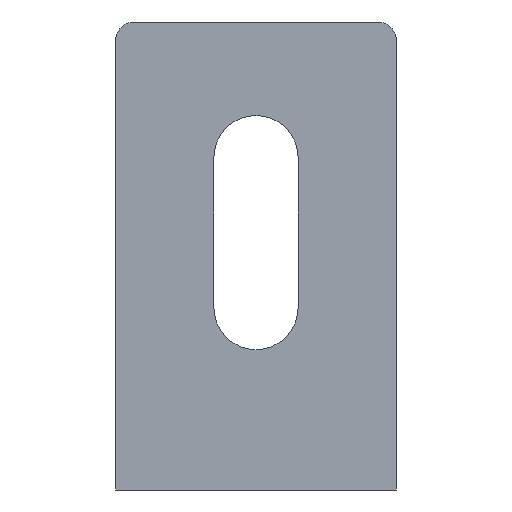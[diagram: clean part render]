
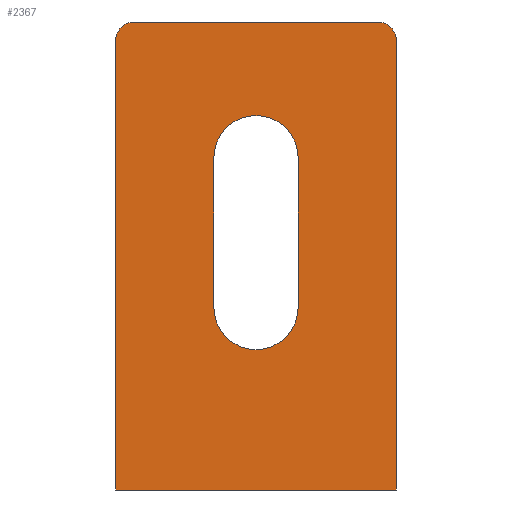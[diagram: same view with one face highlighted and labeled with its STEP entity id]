
A CAD part, left-side view. The second image highlights one B-rep face of the part: STEP entity #2367.
In plain terms, the highlighted planar face has unit normal (-1, 0, 0).
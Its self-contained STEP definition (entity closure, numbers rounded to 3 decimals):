
#9 = CARTESIAN_POINT ( 'NONE',  ( -6., 0., 0. ) ) ;
#143 = DIRECTION ( 'NONE',  ( 0., 0., 1. ) ) ;
#282 = CARTESIAN_POINT ( 'NONE',  ( -6., 15., 48. ) ) ;
#465 = VERTEX_POINT ( 'NONE', #11734 ) ;
#582 = EDGE_CURVE ( 'NONE', #7709, #465, #11979, .T. ) ;
#591 = ORIENTED_EDGE ( 'NONE', *, *, #582, .F. ) ;
#603 = CARTESIAN_POINT ( 'NONE',  ( -6., 13., 48. ) ) ;
#756 = VERTEX_POINT ( 'NONE', #3452 ) ;
#772 = PLANE ( 'NONE',  #1378 ) ;
#841 = CARTESIAN_POINT ( 'NONE',  ( -6., 15., 0. ) ) ;
#1079 = LINE ( 'NONE', #6654, #7686 ) ;
#1096 = CARTESIAN_POINT ( 'NONE',  ( -6., 0., 35.5 ) ) ;
#1151 = CARTESIAN_POINT ( 'NONE',  ( -6., -13., 48. ) ) ;
#1378 = AXIS2_PLACEMENT_3D ( 'NONE', #9, #6561, #8447 ) ;
#1686 = EDGE_LOOP ( 'NONE', ( #591, #6933, #9456, #2522, #2798, #3037 ) ) ;
#1688 = VERTEX_POINT ( 'NONE', #6854 ) ;
#1946 = VERTEX_POINT ( 'NONE', #7296 ) ;
#1953 = EDGE_CURVE ( 'NONE', #4235, #756, #7887, .T. ) ;
#2066 = DIRECTION ( 'NONE',  ( 0., 0., -1. ) ) ;
#2176 = VERTEX_POINT ( 'NONE', #2994 ) ;
#2272 = EDGE_CURVE ( 'NONE', #756, #1688, #9137, .T. ) ;
#2365 = ORIENTED_EDGE ( 'NONE', *, *, #6496, .T. ) ;
#2367 = ADVANCED_FACE ( 'NONE', ( #10611, #6956 ), #772, .T. ) ;
#2490 = ORIENTED_EDGE ( 'NONE', *, *, #7596, .T. ) ;
#2522 = ORIENTED_EDGE ( 'NONE', *, *, #9745, .T. ) ;
#2543 = DIRECTION ( 'NONE',  ( 0., 0., 1. ) ) ;
#2590 = CARTESIAN_POINT ( 'NONE',  ( -6., 0., 19.5 ) ) ;
#2641 = EDGE_CURVE ( 'NONE', #465, #2176, #3437, .T. ) ;
#2797 = VECTOR ( 'NONE', #10554, 1000. ) ;
#2798 = ORIENTED_EDGE ( 'NONE', *, *, #2807, .F. ) ;
#2807 = EDGE_CURVE ( 'NONE', #2176, #6269, #2990, .T. ) ;
#2990 = LINE ( 'NONE', #6754, #8114 ) ;
#2994 = CARTESIAN_POINT ( 'NONE',  ( -6., 15., 0. ) ) ;
#3007 = DIRECTION ( 'NONE',  ( 0., 0., -1. ) ) ;
#3037 = ORIENTED_EDGE ( 'NONE', *, *, #2641, .F. ) ;
#3420 = DIRECTION ( 'NONE',  ( -1., 0., 0. ) ) ;
#3437 = LINE ( 'NONE', #841, #11333 ) ;
#3452 = CARTESIAN_POINT ( 'NONE',  ( -6., 0., 15. ) ) ;
#3730 = AXIS2_PLACEMENT_3D ( 'NONE', #6969, #11595, #10724 ) ;
#3824 = DIRECTION ( 'NONE',  ( 0., 1., 0. ) ) ;
#4032 = DIRECTION ( 'NONE',  ( 0., 0., -1. ) ) ;
#4235 = VERTEX_POINT ( 'NONE', #5225 ) ;
#4373 = VECTOR ( 'NONE', #2066, 1000. ) ;
#4414 = LINE ( 'NONE', #5756, #2797 ) ;
#4760 = DIRECTION ( 'NONE',  ( 0., 0., 1. ) ) ;
#4834 = VECTOR ( 'NONE', #4032, 1000. ) ;
#4847 = DIRECTION ( 'NONE',  ( -1., 0., 0. ) ) ;
#4931 = CARTESIAN_POINT ( 'NONE',  ( -6., 4.5, 35.5 ) ) ;
#4972 = CIRCLE ( 'NONE', #6570, 4.5 ) ;
#5225 = CARTESIAN_POINT ( 'NONE',  ( -6., -4.5, 19.5 ) ) ;
#5756 = CARTESIAN_POINT ( 'NONE',  ( -6., -15., 50. ) ) ;
#5833 = EDGE_CURVE ( 'NONE', #8962, #8920, #4414, .T. ) ;
#6269 = VERTEX_POINT ( 'NONE', #282 ) ;
#6496 = EDGE_CURVE ( 'NONE', #1946, #4235, #10403, .T. ) ;
#6561 = DIRECTION ( 'NONE',  ( -1., 0., 0. ) ) ;
#6570 = AXIS2_PLACEMENT_3D ( 'NONE', #1096, #7663, #3007 ) ;
#6654 = CARTESIAN_POINT ( 'NONE',  ( -6., 4.5, 35.5 ) ) ;
#6754 = CARTESIAN_POINT ( 'NONE',  ( -6., 15., 50. ) ) ;
#6854 = CARTESIAN_POINT ( 'NONE',  ( -6., 4.5, 19.5 ) ) ;
#6871 = AXIS2_PLACEMENT_3D ( 'NONE', #2590, #9802, #11966 ) ;
#6933 = ORIENTED_EDGE ( 'NONE', *, *, #7929, .T. ) ;
#6956 = FACE_OUTER_BOUND ( 'NONE', #1686, .T. ) ;
#6969 = CARTESIAN_POINT ( 'NONE',  ( -6., 0., 19.5 ) ) ;
#7296 = CARTESIAN_POINT ( 'NONE',  ( -6., -4.5, 35.5 ) ) ;
#7596 = EDGE_CURVE ( 'NONE', #10848, #1946, #4972, .T. ) ;
#7663 = DIRECTION ( 'NONE',  ( 1., 0., 0. ) ) ;
#7686 = VECTOR ( 'NONE', #143, 1000. ) ;
#7709 = VERTEX_POINT ( 'NONE', #8903 ) ;
#7887 = CIRCLE ( 'NONE', #6871, 4.5 ) ;
#7923 = EDGE_LOOP ( 'NONE', ( #2490, #2365, #11206, #11866, #12015 ) ) ;
#7929 = EDGE_CURVE ( 'NONE', #7709, #8920, #12131, .T. ) ;
#8114 = VECTOR ( 'NONE', #8678, 1000. ) ;
#8150 = CARTESIAN_POINT ( 'NONE',  ( -6., -13., 50. ) ) ;
#8422 = CARTESIAN_POINT ( 'NONE',  ( -6., 13., 50. ) ) ;
#8447 = DIRECTION ( 'NONE',  ( 0., 0., 1. ) ) ;
#8678 = DIRECTION ( 'NONE',  ( 0., 0., 1. ) ) ;
#8692 = CARTESIAN_POINT ( 'NONE',  ( -6., -4.5, 35.5 ) ) ;
#8903 = CARTESIAN_POINT ( 'NONE',  ( -6., -15., 48. ) ) ;
#8920 = VERTEX_POINT ( 'NONE', #8150 ) ;
#8962 = VERTEX_POINT ( 'NONE', #8422 ) ;
#9137 = CIRCLE ( 'NONE', #3730, 4.5 ) ;
#9456 = ORIENTED_EDGE ( 'NONE', *, *, #5833, .F. ) ;
#9745 = EDGE_CURVE ( 'NONE', #8962, #6269, #10061, .T. ) ;
#9802 = DIRECTION ( 'NONE',  ( 1., 0., 0. ) ) ;
#10061 = CIRCLE ( 'NONE', #11353, 2. ) ;
#10327 = AXIS2_PLACEMENT_3D ( 'NONE', #1151, #4847, #4760 ) ;
#10403 = LINE ( 'NONE', #8692, #4834 ) ;
#10554 = DIRECTION ( 'NONE',  ( 0., -1., 0. ) ) ;
#10611 = FACE_BOUND ( 'NONE', #7923, .T. ) ;
#10724 = DIRECTION ( 'NONE',  ( 0., 0., -1. ) ) ;
#10848 = VERTEX_POINT ( 'NONE', #4931 ) ;
#11027 = EDGE_CURVE ( 'NONE', #1688, #10848, #1079, .T. ) ;
#11206 = ORIENTED_EDGE ( 'NONE', *, *, #1953, .T. ) ;
#11324 = CARTESIAN_POINT ( 'NONE',  ( -6., -15., 0. ) ) ;
#11333 = VECTOR ( 'NONE', #3824, 1000. ) ;
#11353 = AXIS2_PLACEMENT_3D ( 'NONE', #603, #3420, #2543 ) ;
#11595 = DIRECTION ( 'NONE',  ( 1., 0., 0. ) ) ;
#11734 = CARTESIAN_POINT ( 'NONE',  ( -6., -15., 0. ) ) ;
#11866 = ORIENTED_EDGE ( 'NONE', *, *, #2272, .T. ) ;
#11966 = DIRECTION ( 'NONE',  ( 0., 0., -1. ) ) ;
#11979 = LINE ( 'NONE', #11324, #4373 ) ;
#12015 = ORIENTED_EDGE ( 'NONE', *, *, #11027, .T. ) ;
#12131 = CIRCLE ( 'NONE', #10327, 2. ) ;
